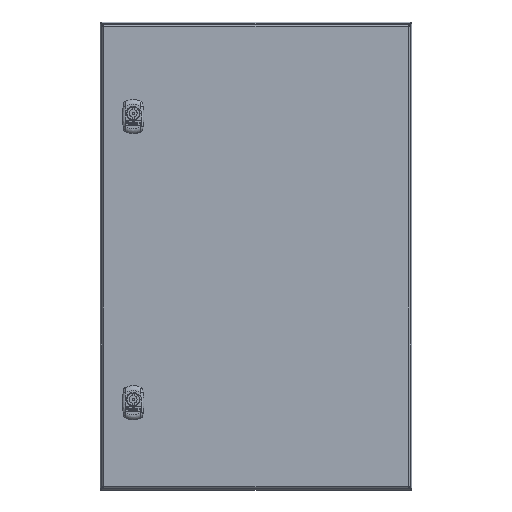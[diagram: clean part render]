
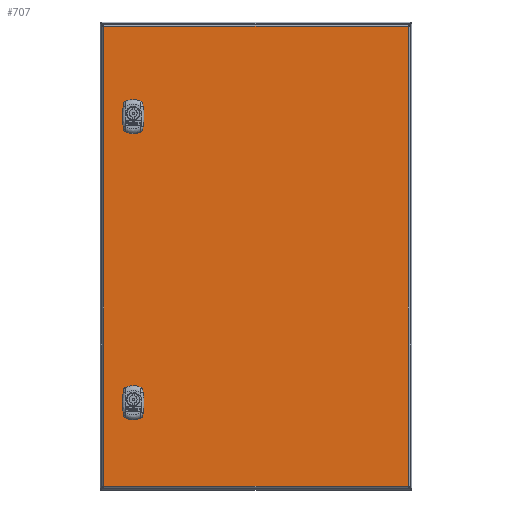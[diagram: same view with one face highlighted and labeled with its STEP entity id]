
A CAD part, top view. The second image highlights one B-rep face of the part: STEP entity #707.
In plain terms, the highlighted planar face has unit normal (0, 0, 1).
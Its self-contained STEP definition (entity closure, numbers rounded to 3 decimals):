
#707=ADVANCED_FACE('',(#3353,#3354,#3355),#3356,.T.);
#3353=FACE_OUTER_BOUND('',#9173,.T.);
#3354=FACE_BOUND('',#9174,.T.);
#3355=FACE_BOUND('',#9175,.T.);
#3356=PLANE('',#9176);
#9173=EDGE_LOOP('',(#21414,#21415,#21416,#21417));
#9174=EDGE_LOOP('',(#21418,#21419,#21420,#21421,#21422,#21423,#21424,#21425));
#9175=EDGE_LOOP('',(#21426,#21427,#21428,#21429,#21430,#21431,#21432,#21433));
#9176=AXIS2_PLACEMENT_3D('',#21434,#21435,#21436);
#21414=ORIENTED_EDGE('',*,*,#38102,.T.);
#21415=ORIENTED_EDGE('',*,*,#38101,.T.);
#21416=ORIENTED_EDGE('',*,*,#38100,.T.);
#21417=ORIENTED_EDGE('',*,*,#38099,.T.);
#21418=ORIENTED_EDGE('',*,*,#38098,.F.);
#21419=ORIENTED_EDGE('',*,*,#38097,.T.);
#21420=ORIENTED_EDGE('',*,*,#38095,.F.);
#21421=ORIENTED_EDGE('',*,*,#38093,.T.);
#21422=ORIENTED_EDGE('',*,*,#38091,.F.);
#21423=ORIENTED_EDGE('',*,*,#38089,.T.);
#21424=ORIENTED_EDGE('',*,*,#38087,.F.);
#21425=ORIENTED_EDGE('',*,*,#38085,.T.);
#21426=ORIENTED_EDGE('',*,*,#38082,.T.);
#21427=ORIENTED_EDGE('',*,*,#38081,.F.);
#21428=ORIENTED_EDGE('',*,*,#38079,.T.);
#21429=ORIENTED_EDGE('',*,*,#38077,.F.);
#21430=ORIENTED_EDGE('',*,*,#38075,.T.);
#21431=ORIENTED_EDGE('',*,*,#38073,.F.);
#21432=ORIENTED_EDGE('',*,*,#38071,.T.);
#21433=ORIENTED_EDGE('',*,*,#38069,.F.);
#21434=CARTESIAN_POINT('',(200.0,299.3,202.0));
#21435=DIRECTION('',(0.0,0.0,1.0));
#21436=DIRECTION('',(1.0,0.0,0.0));
#38069=EDGE_CURVE('',#44175,#44173,#44177,.T.);
#38071=EDGE_CURVE('',#44178,#44173,#44180,.T.);
#38073=EDGE_CURVE('',#44178,#44181,#44183,.T.);
#38075=EDGE_CURVE('',#44184,#44181,#44186,.T.);
#38077=EDGE_CURVE('',#44184,#44187,#44189,.T.);
#38079=EDGE_CURVE('',#44190,#44187,#44192,.T.);
#38081=EDGE_CURVE('',#44190,#44193,#44195,.T.);
#38082=EDGE_CURVE('',#44175,#44193,#44196,.T.);
#38085=EDGE_CURVE('',#44197,#44199,#44201,.T.);
#38087=EDGE_CURVE('',#44197,#44202,#44204,.T.);
#38089=EDGE_CURVE('',#44205,#44202,#44207,.T.);
#38091=EDGE_CURVE('',#44205,#44208,#44210,.T.);
#38093=EDGE_CURVE('',#44211,#44208,#44213,.T.);
#38095=EDGE_CURVE('',#44211,#44214,#44216,.T.);
#38097=EDGE_CURVE('',#44217,#44214,#44219,.T.);
#38098=EDGE_CURVE('',#44217,#44199,#44220,.T.);
#38099=EDGE_CURVE('',#44157,#44153,#44221,.T.);
#38100=EDGE_CURVE('',#44162,#44157,#44222,.T.);
#38101=EDGE_CURVE('',#44167,#44162,#44223,.T.);
#38102=EDGE_CURVE('',#44153,#44167,#44224,.T.);
#44153=VERTEX_POINT('',#54243);
#44157=VERTEX_POINT('',#54255);
#44162=VERTEX_POINT('',#54274);
#44167=VERTEX_POINT('',#54293);
#44173=VERTEX_POINT('',#54319);
#44175=VERTEX_POINT('',#54322);
#44177=LINE('',#54325,#54326);
#44178=VERTEX_POINT('',#54327);
#44180=CIRCLE('',#54330,11.1);
#44181=VERTEX_POINT('',#54331);
#44183=LINE('',#54334,#54335);
#44184=VERTEX_POINT('',#54336);
#44186=CIRCLE('',#54339,11.1);
#44187=VERTEX_POINT('',#54340);
#44189=LINE('',#54343,#54344);
#44190=VERTEX_POINT('',#54345);
#44192=CIRCLE('',#54348,11.1);
#44193=VERTEX_POINT('',#54349);
#44195=LINE('',#54352,#54353);
#44196=CIRCLE('',#54354,11.1);
#44197=VERTEX_POINT('',#54355);
#44199=VERTEX_POINT('',#54358);
#44201=CIRCLE('',#54361,11.1);
#44202=VERTEX_POINT('',#54362);
#44204=LINE('',#54365,#54366);
#44205=VERTEX_POINT('',#54367);
#44207=CIRCLE('',#54370,11.1);
#44208=VERTEX_POINT('',#54371);
#44210=LINE('',#54374,#54375);
#44211=VERTEX_POINT('',#54376);
#44213=CIRCLE('',#54379,11.1);
#44214=VERTEX_POINT('',#54380);
#44216=LINE('',#54383,#54384);
#44217=VERTEX_POINT('',#54385);
#44219=CIRCLE('',#54388,11.1);
#44220=LINE('',#54389,#54390);
#44221=LINE('',#54391,#54392);
#44222=LINE('',#54393,#54394);
#44223=LINE('',#54395,#54396);
#44224=LINE('',#54397,#54398);
#54243=CARTESIAN_POINT('',(395.0,4.3,202.0));
#54255=CARTESIAN_POINT('',(5.0,4.3,202.0));
#54274=CARTESIAN_POINT('',(5.0,594.3,202.0));
#54293=CARTESIAN_POINT('',(395.0,594.3,202.0));
#54319=CARTESIAN_POINT('',(32.45,478.088,202.0));
#54322=CARTESIAN_POINT('',(32.45,487.512,202.0));
#54325=CARTESIAN_POINT('',(32.45,487.512,202.0));
#54326=VECTOR('',#74815,9.425);
#54327=CARTESIAN_POINT('',(37.788,472.75,202.0));
#54330=AXIS2_PLACEMENT_3D('',#74817,#74818,#74819);
#54331=CARTESIAN_POINT('',(47.212,472.75,202.0));
#54334=CARTESIAN_POINT('',(37.788,472.75,202.0));
#54335=VECTOR('',#74821,9.425);
#54336=CARTESIAN_POINT('',(52.55,478.088,202.0));
#54339=AXIS2_PLACEMENT_3D('',#74823,#74824,#74825);
#54340=CARTESIAN_POINT('',(52.55,487.512,202.0));
#54343=CARTESIAN_POINT('',(52.55,478.088,202.0));
#54344=VECTOR('',#74827,9.425);
#54345=CARTESIAN_POINT('',(47.212,492.85,202.0));
#54348=AXIS2_PLACEMENT_3D('',#74829,#74830,#74831);
#54349=CARTESIAN_POINT('',(37.788,492.85,202.0));
#54352=CARTESIAN_POINT('',(47.212,492.85,202.0));
#54353=VECTOR('',#74833,9.425);
#54354=AXIS2_PLACEMENT_3D('',#74834,#74835,#74836);
#54355=CARTESIAN_POINT('',(52.55,111.088,202.0));
#54358=CARTESIAN_POINT('',(47.212,105.75,202.0));
#54361=AXIS2_PLACEMENT_3D('',#74839,#74840,#74841);
#54362=CARTESIAN_POINT('',(52.55,120.512,202.0));
#54365=CARTESIAN_POINT('',(52.55,111.088,202.0));
#54366=VECTOR('',#74843,9.425);
#54367=CARTESIAN_POINT('',(47.212,125.85,202.0));
#54370=AXIS2_PLACEMENT_3D('',#74845,#74846,#74847);
#54371=CARTESIAN_POINT('',(37.788,125.85,202.0));
#54374=CARTESIAN_POINT('',(47.212,125.85,202.0));
#54375=VECTOR('',#74849,9.425);
#54376=CARTESIAN_POINT('',(32.45,120.512,202.0));
#54379=AXIS2_PLACEMENT_3D('',#74851,#74852,#74853);
#54380=CARTESIAN_POINT('',(32.45,111.088,202.0));
#54383=CARTESIAN_POINT('',(32.45,120.512,202.0));
#54384=VECTOR('',#74855,9.425);
#54385=CARTESIAN_POINT('',(37.788,105.75,202.0));
#54388=AXIS2_PLACEMENT_3D('',#74857,#74858,#74859);
#54389=CARTESIAN_POINT('',(37.788,105.75,202.0));
#54390=VECTOR('',#74860,9.425);
#54391=CARTESIAN_POINT('',(5.0,4.3,202.0));
#54392=VECTOR('',#74861,390.0);
#54393=CARTESIAN_POINT('',(5.0,594.3,202.0));
#54394=VECTOR('',#74862,590.0);
#54395=CARTESIAN_POINT('',(395.0,594.3,202.0));
#54396=VECTOR('',#74863,390.0);
#54397=CARTESIAN_POINT('',(395.0,4.3,202.0));
#54398=VECTOR('',#74864,590.0);
#74815=DIRECTION('',(0.0,-1.0,0.0));
#74817=CARTESIAN_POINT('',(42.5,482.8,202.0));
#74818=DIRECTION('',(-0.0,0.0,-1.0));
#74819=DIRECTION('',(-0.425,-0.905,0.0));
#74821=DIRECTION('',(1.0,0.0,0.0));
#74823=CARTESIAN_POINT('',(42.5,482.8,202.0));
#74824=DIRECTION('',(0.0,0.0,-1.0));
#74825=DIRECTION('',(0.905,-0.425,0.0));
#74827=DIRECTION('',(0.0,1.0,0.0));
#74829=CARTESIAN_POINT('',(42.5,482.8,202.0));
#74830=DIRECTION('',(0.0,0.0,-1.0));
#74831=DIRECTION('',(0.425,0.905,0.0));
#74833=DIRECTION('',(-1.0,0.0,0.0));
#74834=CARTESIAN_POINT('',(42.5,482.8,202.0));
#74835=DIRECTION('',(0.0,0.0,-1.0));
#74836=DIRECTION('',(-0.905,0.425,0.0));
#74839=CARTESIAN_POINT('',(42.5,115.8,202.0));
#74840=DIRECTION('',(0.0,0.0,-1.0));
#74841=DIRECTION('',(0.905,-0.425,0.0));
#74843=DIRECTION('',(0.,1.0,0.0));
#74845=CARTESIAN_POINT('',(42.5,115.8,202.0));
#74846=DIRECTION('',(0.0,0.0,-1.0));
#74847=DIRECTION('',(0.425,0.905,0.0));
#74849=DIRECTION('',(-1.0,0.0,0.0));
#74851=CARTESIAN_POINT('',(42.5,115.8,202.0));
#74852=DIRECTION('',(0.0,0.0,-1.0));
#74853=DIRECTION('',(-0.905,0.425,0.0));
#74855=DIRECTION('',(0.0,-1.0,0.0));
#74857=CARTESIAN_POINT('',(42.5,115.8,202.0));
#74858=DIRECTION('',(-0.0,0.0,-1.0));
#74859=DIRECTION('',(-0.425,-0.905,0.0));
#74860=DIRECTION('',(1.0,0.,0.0));
#74861=DIRECTION('',(1.0,0.0,0.0));
#74862=DIRECTION('',(0.0,-1.0,0.0));
#74863=DIRECTION('',(-1.0,0.0,0.0));
#74864=DIRECTION('',(0.0,1.0,0.0));
